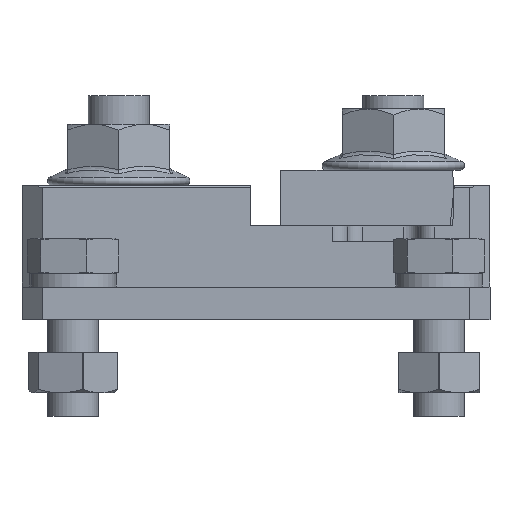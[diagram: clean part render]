
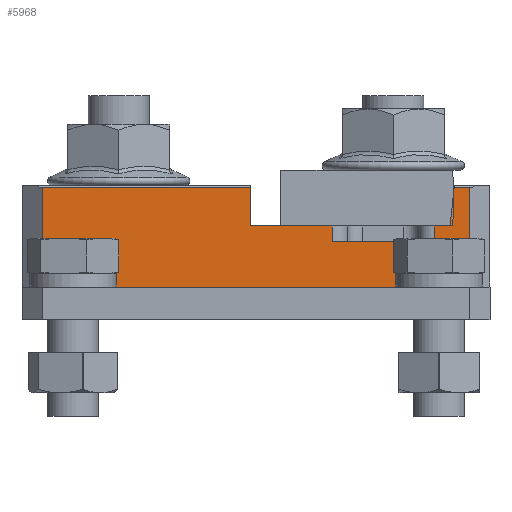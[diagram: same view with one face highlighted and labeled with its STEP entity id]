
A CAD part, front view. The second image highlights one B-rep face of the part: STEP entity #5968.
In plain terms, the highlighted planar face has unit normal (0, -1, 0).
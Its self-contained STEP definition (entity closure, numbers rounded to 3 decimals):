
#56 = VECTOR ( 'NONE', #6582, 1000. ) ;
#144 = CARTESIAN_POINT ( 'NONE',  ( 40.5, 0., -4. ) ) ;
#192 = EDGE_CURVE ( 'NONE', #1204, #5356, #4248, .T. ) ;
#198 = VECTOR ( 'NONE', #3355, 1000. ) ;
#209 = VECTOR ( 'NONE', #5468, 1000. ) ;
#372 = CARTESIAN_POINT ( 'NONE',  ( 42.08, 0., -4. ) ) ;
#445 = EDGE_CURVE ( 'NONE', #6838, #1802, #3371, .T. ) ;
#663 = CARTESIAN_POINT ( 'NONE',  ( 44., 0., -0.25 ) ) ;
#678 = VERTEX_POINT ( 'NONE', #3042 ) ;
#724 = LINE ( 'NONE', #3438, #6467 ) ;
#731 = LINE ( 'NONE', #6308, #5148 ) ;
#1139 = DIRECTION ( 'NONE',  ( 1., 0., 0. ) ) ;
#1204 = VERTEX_POINT ( 'NONE', #6627 ) ;
#1282 = VECTOR ( 'NONE', #6551, 1000. ) ;
#1436 = FACE_OUTER_BOUND ( 'NONE', #1881, .T. ) ;
#1802 = VERTEX_POINT ( 'NONE', #2400 ) ;
#1881 = EDGE_LOOP ( 'NONE', ( #1956, #2066, #2222, #2406, #2503, #2669, #3097, #3824, #3467, #3700, #3876, #4130 ) ) ;
#1956 = ORIENTED_EDGE ( 'NONE', *, *, #6636, .F. ) ;
#1987 = VECTOR ( 'NONE', #5111, 1000. ) ;
#2066 = ORIENTED_EDGE ( 'NONE', *, *, #5501, .T. ) ;
#2079 = EDGE_CURVE ( 'NONE', #1204, #4056, #731, .T. ) ;
#2111 = CARTESIAN_POINT ( 'NONE',  ( 44., 0., 0. ) ) ;
#2222 = ORIENTED_EDGE ( 'NONE', *, *, #3661, .F. ) ;
#2388 = CARTESIAN_POINT ( 'NONE',  ( 42.5, 0., 0. ) ) ;
#2400 = CARTESIAN_POINT ( 'NONE',  ( 2., 0., -0.25 ) ) ;
#2406 = ORIENTED_EDGE ( 'NONE', *, *, #5641, .T. ) ;
#2437 = DIRECTION ( 'NONE',  ( -1., 0., 0. ) ) ;
#2503 = ORIENTED_EDGE ( 'NONE', *, *, #4177, .F. ) ;
#2581 = LINE ( 'NONE', #6471, #6485 ) ;
#2668 = CARTESIAN_POINT ( 'NONE',  ( 30.5, 0., 0. ) ) ;
#2669 = ORIENTED_EDGE ( 'NONE', *, *, #2690, .F. ) ;
#2690 = EDGE_CURVE ( 'NONE', #6838, #6302, #5496, .T. ) ;
#2727 = CARTESIAN_POINT ( 'NONE',  ( 40.5, 0., -5.5 ) ) ;
#2795 = CARTESIAN_POINT ( 'NONE',  ( 2., 0., -10. ) ) ;
#3042 = CARTESIAN_POINT ( 'NONE',  ( 30.5, 0., -4. ) ) ;
#3097 = ORIENTED_EDGE ( 'NONE', *, *, #445, .T. ) ;
#3148 = CARTESIAN_POINT ( 'NONE',  ( 46., 0., 0. ) ) ;
#3355 = DIRECTION ( 'NONE',  ( 0., 0., -1. ) ) ;
#3371 = LINE ( 'NONE', #5418, #56 ) ;
#3423 = CARTESIAN_POINT ( 'NONE',  ( 22.5, 0., -4. ) ) ;
#3438 = CARTESIAN_POINT ( 'NONE',  ( 46., 0., -0.25 ) ) ;
#3467 = ORIENTED_EDGE ( 'NONE', *, *, #2079, .F. ) ;
#3499 = PLANE ( 'NONE',  #4682 ) ;
#3639 = LINE ( 'NONE', #4463, #5081 ) ;
#3661 = EDGE_CURVE ( 'NONE', #6850, #7089, #4764, .T. ) ;
#3700 = ORIENTED_EDGE ( 'NONE', *, *, #192, .T. ) ;
#3703 = DIRECTION ( 'NONE',  ( 0., 0., 1. ) ) ;
#3809 = CARTESIAN_POINT ( 'NONE',  ( 2., 0., -10. ) ) ;
#3824 = ORIENTED_EDGE ( 'NONE', *, *, #6172, .T. ) ;
#3876 = ORIENTED_EDGE ( 'NONE', *, *, #6659, .T. ) ;
#4056 = VERTEX_POINT ( 'NONE', #3809 ) ;
#4130 = ORIENTED_EDGE ( 'NONE', *, *, #5933, .F. ) ;
#4144 = CARTESIAN_POINT ( 'NONE',  ( 30.5, 0., -5.5 ) ) ;
#4177 = EDGE_CURVE ( 'NONE', #6302, #678, #3639, .T. ) ;
#4212 = CARTESIAN_POINT ( 'NONE',  ( 22.5, 0., -4. ) ) ;
#4248 = LINE ( 'NONE', #2111, #1282 ) ;
#4384 = LINE ( 'NONE', #2388, #7175 ) ;
#4463 = CARTESIAN_POINT ( 'NONE',  ( 42.08, 0., -4. ) ) ;
#4564 = CARTESIAN_POINT ( 'NONE',  ( 32., 0., -5.5 ) ) ;
#4682 = AXIS2_PLACEMENT_3D ( 'NONE', #3148, #7039, #3703 ) ;
#4740 = CARTESIAN_POINT ( 'NONE',  ( 42.474, 0., -0.25 ) ) ;
#4764 = LINE ( 'NONE', #4564, #1987 ) ;
#4767 = DIRECTION ( 'NONE',  ( 0., 0., -1. ) ) ;
#4801 = DIRECTION ( 'NONE',  ( 0., 0., -1. ) ) ;
#5059 = DIRECTION ( 'NONE',  ( 1., 0., 0. ) ) ;
#5081 = VECTOR ( 'NONE', #1139, 1000. ) ;
#5093 = DIRECTION ( 'NONE',  ( -1., 0., 0. ) ) ;
#5111 = DIRECTION ( 'NONE',  ( 1., 0., 0. ) ) ;
#5148 = VECTOR ( 'NONE', #2437, 1000. ) ;
#5316 = VECTOR ( 'NONE', #4767, 1000. ) ;
#5328 = LINE ( 'NONE', #2795, #198 ) ;
#5356 = VERTEX_POINT ( 'NONE', #663 ) ;
#5418 = CARTESIAN_POINT ( 'NONE',  ( 46., 0., -0.25 ) ) ;
#5457 = VERTEX_POINT ( 'NONE', #4740 ) ;
#5468 = DIRECTION ( 'NONE',  ( 0., 0., 1. ) ) ;
#5496 = LINE ( 'NONE', #4212, #5316 ) ;
#5501 = EDGE_CURVE ( 'NONE', #6321, #7089, #2581, .T. ) ;
#5637 = CARTESIAN_POINT ( 'NONE',  ( 42.08, 0., -4. ) ) ;
#5641 = EDGE_CURVE ( 'NONE', #6850, #678, #6138, .T. ) ;
#5672 = LINE ( 'NONE', #5637, #6647 ) ;
#5933 = EDGE_CURVE ( 'NONE', #5988, #5457, #4384, .T. ) ;
#5968 = ADVANCED_FACE ( 'NONE', ( #1436 ), #3499, .F. ) ;
#5988 = VERTEX_POINT ( 'NONE', #372 ) ;
#6138 = LINE ( 'NONE', #2668, #209 ) ;
#6172 = EDGE_CURVE ( 'NONE', #1802, #4056, #5328, .T. ) ;
#6271 = DIRECTION ( 'NONE',  ( 0.104, 0., 0.995 ) ) ;
#6302 = VERTEX_POINT ( 'NONE', #3423 ) ;
#6308 = CARTESIAN_POINT ( 'NONE',  ( 46., 0., -10. ) ) ;
#6321 = VERTEX_POINT ( 'NONE', #144 ) ;
#6354 = CARTESIAN_POINT ( 'NONE',  ( 22.5, 0., -0.25 ) ) ;
#6467 = VECTOR ( 'NONE', #5093, 1000. ) ;
#6471 = CARTESIAN_POINT ( 'NONE',  ( 40.5, 0., 0. ) ) ;
#6485 = VECTOR ( 'NONE', #4801, 1000. ) ;
#6551 = DIRECTION ( 'NONE',  ( 0., 0., 1. ) ) ;
#6582 = DIRECTION ( 'NONE',  ( -1., 0., 0. ) ) ;
#6627 = CARTESIAN_POINT ( 'NONE',  ( 44., 0., -10. ) ) ;
#6636 = EDGE_CURVE ( 'NONE', #6321, #5988, #5672, .T. ) ;
#6647 = VECTOR ( 'NONE', #5059, 1000. ) ;
#6659 = EDGE_CURVE ( 'NONE', #5356, #5457, #724, .T. ) ;
#6838 = VERTEX_POINT ( 'NONE', #6354 ) ;
#6850 = VERTEX_POINT ( 'NONE', #4144 ) ;
#7039 = DIRECTION ( 'NONE',  ( 0., 1., 0. ) ) ;
#7089 = VERTEX_POINT ( 'NONE', #2727 ) ;
#7175 = VECTOR ( 'NONE', #6271, 1000. ) ;
